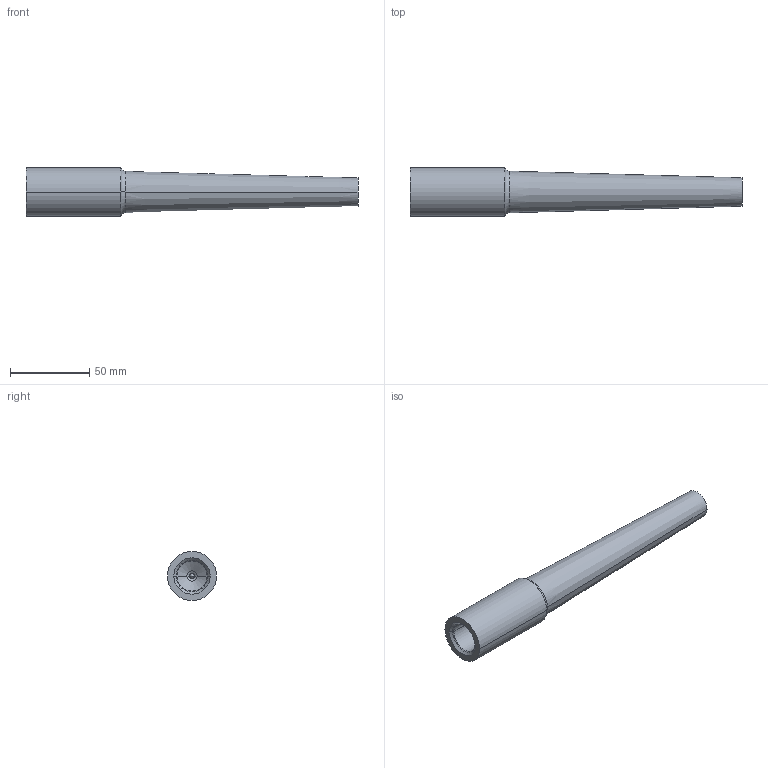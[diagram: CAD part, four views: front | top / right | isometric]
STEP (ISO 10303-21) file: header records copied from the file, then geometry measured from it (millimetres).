
FILE_DESCRIPTION((''),'2;1');
FILE_NAME('00114-2000-D0011','2017-10-26T',('johnarm'),('Rosemount Measurement Division'),'CREO PARAMETRIC BY PTC INC, 2016050','CREO PARAMETRIC BY PTC INC, 2016050','');
FILE_SCHEMA(('CONFIG_CONTROL_DESIGN'));
Length unit declared in the file: millimetre
Products named in the file (1): 00114-2000-D0011
Bounding box: 210 x 31 x 31 mm (x, y, z)
Volume: 91442.2 mm3; surface area: 23658 mm2
Topology: 1 solids, 2 shells, 23 faces, 52 edges, 31 vertices
Faces by surface type: cone 10, cylinder 8, plane 3, torus 2
Entity records: 684 total; most frequent: DIRECTION 130, CARTESIAN_POINT 105, ORIENTED_EDGE 96, AXIS2_PLACEMENT_3D 56, EDGE_CURVE 50, CIRCLE 32, VERTEX_POINT 31, EDGE_LOOP 25
